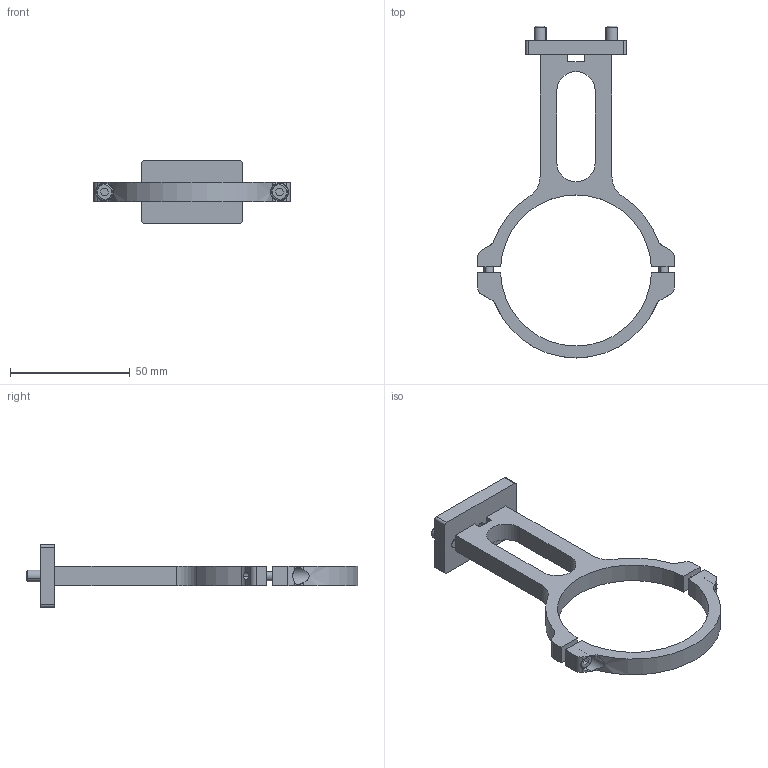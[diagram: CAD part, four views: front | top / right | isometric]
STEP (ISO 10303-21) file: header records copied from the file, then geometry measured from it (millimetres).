
FILE_DESCRIPTION (( 'STEP AP203' ), '1' );
FILE_NAME ('P2002.STEP', '2019-07-17T07:50:14', ( 'admin' ), ( '' ), 'SwSTEP 2.0', 'SolidWorks 2017', '' );
FILE_SCHEMA (( 'CONFIG_CONTROL_DESIGN' ));
Length unit declared in the file: millimetre
Products named in the file (1): P2002
Bounding box: 82 x 138.5 x 26 mm (x, y, z)
Volume: 23723.2 mm3; surface area: 14675.7 mm2
Topology: 7 solids, 7 shells, 142 faces, 356 edges, 232 vertices
Faces by surface type: plane 73, cylinder 53, cone 12, torus 4
Entity records: 4463 total; most frequent: CARTESIAN_POINT 911, DIRECTION 732, ORIENTED_EDGE 712, EDGE_CURVE 356, AXIS2_PLACEMENT_3D 257, VERTEX_POINT 232, LINE 218, VECTOR 218
